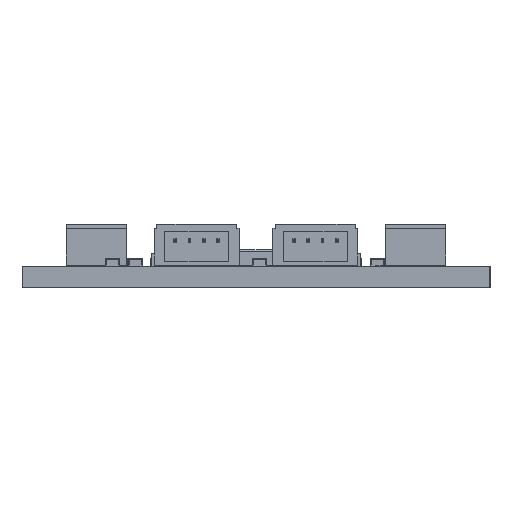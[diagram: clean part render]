
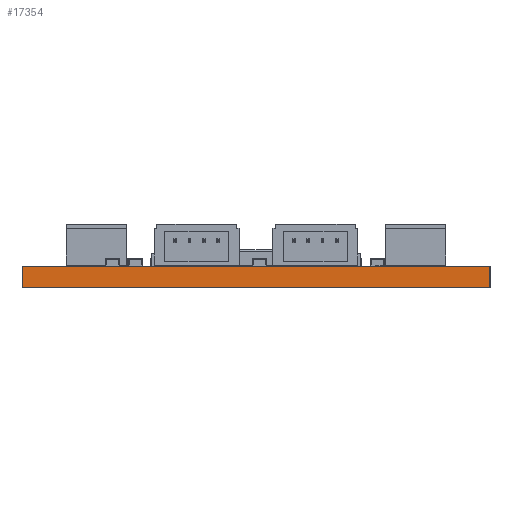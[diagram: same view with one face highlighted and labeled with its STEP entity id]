
A CAD part, left-side view. The second image highlights one B-rep face of the part: STEP entity #17354.
In plain terms, the highlighted planar face has unit normal (-1, 0, 0).
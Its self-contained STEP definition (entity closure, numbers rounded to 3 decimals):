
#1216=PLANE('',#18490);
#1952=FACE_OUTER_BOUND('',#2825,.T.);
#2825=EDGE_LOOP('',(#13484,#13485,#13486,#13487));
#4512=LINE('',#26305,#6481);
#4520=LINE('',#26320,#6489);
#4521=LINE('',#26322,#6490);
#4522=LINE('',#26323,#6491);
#6481=VECTOR('',#21412,10.);
#6489=VECTOR('',#21424,10.);
#6490=VECTOR('',#21427,10.);
#6491=VECTOR('',#21428,10.);
#8704=VERTEX_POINT('',#26302);
#8705=VERTEX_POINT('',#26304);
#8709=VERTEX_POINT('',#26316);
#8710=VERTEX_POINT('',#26318);
#10674=EDGE_CURVE('',#8704,#8705,#4512,.T.);
#10682=EDGE_CURVE('',#8709,#8710,#4520,.T.);
#10683=EDGE_CURVE('',#8704,#8709,#4521,.T.);
#10684=EDGE_CURVE('',#8705,#8710,#4522,.T.);
#13484=ORIENTED_EDGE('',*,*,#10683,.T.);
#13485=ORIENTED_EDGE('',*,*,#10682,.T.);
#13486=ORIENTED_EDGE('',*,*,#10684,.F.);
#13487=ORIENTED_EDGE('',*,*,#10674,.F.);
#17354=ADVANCED_FACE('',(#1952),#1216,.T.);
#18490=AXIS2_PLACEMENT_3D('',#26321,#21425,#21426);
#21412=DIRECTION('',(0.,0.,1.));
#21424=DIRECTION('',(0.,0.,1.));
#21425=DIRECTION('center_axis',(-1.,0.,0.));
#21426=DIRECTION('ref_axis',(0.,-1.,0.));
#21427=DIRECTION('',(0.,-1.,0.));
#21428=DIRECTION('',(0.,-1.,0.));
#26302=CARTESIAN_POINT('',(0.,33.02,0.));
#26304=CARTESIAN_POINT('',(0.,33.02,1.5));
#26305=CARTESIAN_POINT('',(0.,33.02,0.));
#26316=CARTESIAN_POINT('',(0.,0.,0.));
#26318=CARTESIAN_POINT('',(0.,0.,1.5));
#26320=CARTESIAN_POINT('',(0.,0.,0.));
#26321=CARTESIAN_POINT('Origin',(0.,33.02,0.));
#26322=CARTESIAN_POINT('',(0.,33.02,0.));
#26323=CARTESIAN_POINT('',(0.,33.02,1.5));
